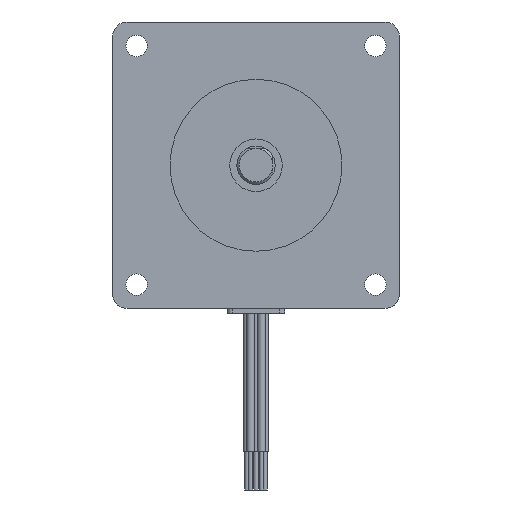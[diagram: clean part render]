
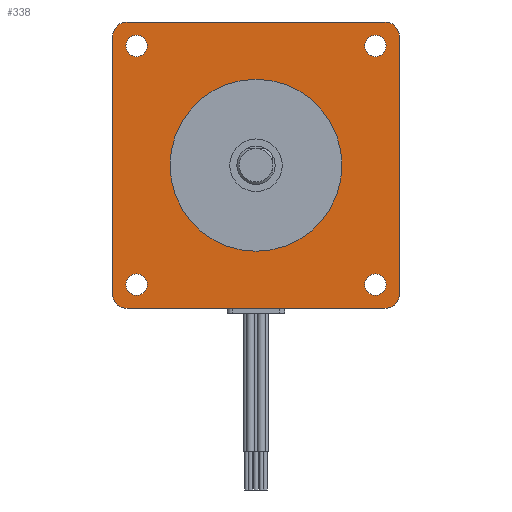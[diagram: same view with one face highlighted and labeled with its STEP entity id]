
A CAD part, front view. The second image highlights one B-rep face of the part: STEP entity #338.
In plain terms, the highlighted planar face has unit normal (0, -1, 0).
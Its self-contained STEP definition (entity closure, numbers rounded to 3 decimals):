
#338 = ADVANCED_FACE( '', ( #822, #823, #824, #825, #826, #827 ), #828, .F. );
#822 = FACE_OUTER_BOUND( '', #1545, .T. );
#823 = FACE_BOUND( '', #1546, .T. );
#824 = FACE_BOUND( '', #1547, .T. );
#825 = FACE_BOUND( '', #1548, .T. );
#826 = FACE_BOUND( '', #1549, .T. );
#827 = FACE_BOUND( '', #1550, .T. );
#828 = PLANE( '', #1551 );
#1545 = EDGE_LOOP( '', ( #2305, #2306, #2307, #2308, #2309, #2310, #2311, #2312 ) );
#1546 = EDGE_LOOP( '', ( #2313 ) );
#1547 = EDGE_LOOP( '', ( #2314 ) );
#1548 = EDGE_LOOP( '', ( #2315 ) );
#1549 = EDGE_LOOP( '', ( #2316 ) );
#1550 = EDGE_LOOP( '', ( #2317 ) );
#1551 = AXIS2_PLACEMENT_3D( '', #2318, #2319, #2320 );
#2305 = ORIENTED_EDGE( '', *, *, #4089, .T. );
#2306 = ORIENTED_EDGE( '', *, *, #4090, .F. );
#2307 = ORIENTED_EDGE( '', *, *, #4091, .T. );
#2308 = ORIENTED_EDGE( '', *, *, #4092, .F. );
#2309 = ORIENTED_EDGE( '', *, *, #4093, .T. );
#2310 = ORIENTED_EDGE( '', *, *, #4094, .F. );
#2311 = ORIENTED_EDGE( '', *, *, #4095, .T. );
#2312 = ORIENTED_EDGE( '', *, *, #4096, .F. );
#2313 = ORIENTED_EDGE( '', *, *, #4097, .T. );
#2314 = ORIENTED_EDGE( '', *, *, #4098, .T. );
#2315 = ORIENTED_EDGE( '', *, *, #4099, .T. );
#2316 = ORIENTED_EDGE( '', *, *, #4100, .T. );
#2317 = ORIENTED_EDGE( '', *, *, #4101, .T. );
#2318 = CARTESIAN_POINT( '', ( 0., 0., 0. ) );
#2319 = DIRECTION( '', ( 0., 1., 0. ) );
#2320 = DIRECTION( '', ( 1., 0., 0. ) );
#4089 = EDGE_CURVE( '', #4818, #4819, #4820, .T. );
#4090 = EDGE_CURVE( '', #4821, #4819, #4822, .T. );
#4091 = EDGE_CURVE( '', #4821, #4823, #4824, .T. );
#4092 = EDGE_CURVE( '', #4825, #4823, #4826, .T. );
#4093 = EDGE_CURVE( '', #4825, #4827, #4828, .T. );
#4094 = EDGE_CURVE( '', #4829, #4827, #4830, .T. );
#4095 = EDGE_CURVE( '', #4829, #4831, #4832, .T. );
#4096 = EDGE_CURVE( '', #4818, #4831, #4833, .T. );
#4097 = EDGE_CURVE( '', #4834, #4834, #4835, .T. );
#4098 = EDGE_CURVE( '', #4836, #4836, #4837, .T. );
#4099 = EDGE_CURVE( '', #4838, #4838, #4839, .T. );
#4100 = EDGE_CURVE( '', #4840, #4840, #4841, .T. );
#4101 = EDGE_CURVE( '', #4842, #4842, #4843, .T. );
#4818 = VERTEX_POINT( '', #5871 );
#4819 = VERTEX_POINT( '', #5872 );
#4820 = CIRCLE( '', #5873, 3. );
#4821 = VERTEX_POINT( '', #5874 );
#4822 = LINE( '', #5875, #5876 );
#4823 = VERTEX_POINT( '', #5877 );
#4824 = CIRCLE( '', #5878, 3. );
#4825 = VERTEX_POINT( '', #5879 );
#4826 = LINE( '', #5880, #5881 );
#4827 = VERTEX_POINT( '', #5882 );
#4828 = CIRCLE( '', #5883, 3. );
#4829 = VERTEX_POINT( '', #5884 );
#4830 = LINE( '', #5885, #5886 );
#4831 = VERTEX_POINT( '', #5887 );
#4832 = CIRCLE( '', #5888, 3. );
#4833 = LINE( '', #5889, #5890 );
#4834 = VERTEX_POINT( '', #5891 );
#4835 = CIRCLE( '', #5892, 2.25 );
#4836 = VERTEX_POINT( '', #5893 );
#4837 = CIRCLE( '', #5894, 2.25 );
#4838 = VERTEX_POINT( '', #5895 );
#4839 = CIRCLE( '', #5896, 2.25 );
#4840 = VERTEX_POINT( '', #5897 );
#4841 = CIRCLE( '', #5898, 2.25 );
#4842 = VERTEX_POINT( '', #5899 );
#4843 = CIRCLE( '', #5900, 18. );
#5871 = CARTESIAN_POINT( '', ( -30., 0., -27. ) );
#5872 = CARTESIAN_POINT( '', ( -27., 0., -30. ) );
#5873 = AXIS2_PLACEMENT_3D( '', #7209, #7210, #7211 );
#5874 = CARTESIAN_POINT( '', ( 27., 0., -30. ) );
#5875 = CARTESIAN_POINT( '', ( 30., 0., -30. ) );
#5876 = VECTOR( '', #7212, 1000. );
#5877 = CARTESIAN_POINT( '', ( 30., 0., -27. ) );
#5878 = AXIS2_PLACEMENT_3D( '', #7213, #7214, #7215 );
#5879 = CARTESIAN_POINT( '', ( 30., 0., 27. ) );
#5880 = CARTESIAN_POINT( '', ( 30., 0., 30. ) );
#5881 = VECTOR( '', #7216, 1000. );
#5882 = CARTESIAN_POINT( '', ( 27., 0., 30. ) );
#5883 = AXIS2_PLACEMENT_3D( '', #7217, #7218, #7219 );
#5884 = CARTESIAN_POINT( '', ( -27., 0., 30. ) );
#5885 = CARTESIAN_POINT( '', ( -30., 0., 30. ) );
#5886 = VECTOR( '', #7220, 1000. );
#5887 = CARTESIAN_POINT( '', ( -30., 0., 27. ) );
#5888 = AXIS2_PLACEMENT_3D( '', #7221, #7222, #7223 );
#5889 = CARTESIAN_POINT( '', ( -30., 0., -30. ) );
#5890 = VECTOR( '', #7224, 1000. );
#5891 = CARTESIAN_POINT( '', ( 25., 0., -22.75 ) );
#5892 = AXIS2_PLACEMENT_3D( '', #7225, #7226, #7227 );
#5893 = CARTESIAN_POINT( '', ( -25., 0., -22.75 ) );
#5894 = AXIS2_PLACEMENT_3D( '', #7228, #7229, #7230 );
#5895 = CARTESIAN_POINT( '', ( -25., 0., 27.25 ) );
#5896 = AXIS2_PLACEMENT_3D( '', #7231, #7232, #7233 );
#5897 = CARTESIAN_POINT( '', ( 25., 0., 27.25 ) );
#5898 = AXIS2_PLACEMENT_3D( '', #7234, #7235, #7236 );
#5899 = CARTESIAN_POINT( '', ( 0., 0., 18. ) );
#5900 = AXIS2_PLACEMENT_3D( '', #7237, #7238, #7239 );
#7209 = CARTESIAN_POINT( '', ( -27., 0., -27. ) );
#7210 = DIRECTION( '', ( 0., -1., 0. ) );
#7211 = DIRECTION( '', ( 0., 0., 1. ) );
#7212 = DIRECTION( '', ( -1., 0., 0. ) );
#7213 = CARTESIAN_POINT( '', ( 27., 0., -27. ) );
#7214 = DIRECTION( '', ( 0., -1., 0. ) );
#7215 = DIRECTION( '', ( 0., 0., 1. ) );
#7216 = DIRECTION( '', ( 0., 0., -1. ) );
#7217 = CARTESIAN_POINT( '', ( 27., 0., 27. ) );
#7218 = DIRECTION( '', ( 0., -1., 0. ) );
#7219 = DIRECTION( '', ( 0., 0., 1. ) );
#7220 = DIRECTION( '', ( 1., 0., 0. ) );
#7221 = CARTESIAN_POINT( '', ( -27., 0., 27. ) );
#7222 = DIRECTION( '', ( 0., -1., 0. ) );
#7223 = DIRECTION( '', ( 0., 0., 1. ) );
#7224 = DIRECTION( '', ( 0., 0., 1. ) );
#7225 = CARTESIAN_POINT( '', ( 25., 0., -25. ) );
#7226 = DIRECTION( '', ( 0., 1., 0. ) );
#7227 = DIRECTION( '', ( 0., 0., 1. ) );
#7228 = CARTESIAN_POINT( '', ( -25., 0., -25. ) );
#7229 = DIRECTION( '', ( 0., 1., 0. ) );
#7230 = DIRECTION( '', ( 0., 0., 1. ) );
#7231 = CARTESIAN_POINT( '', ( -25., 0., 25. ) );
#7232 = DIRECTION( '', ( 0., 1., 0. ) );
#7233 = DIRECTION( '', ( 0., 0., 1. ) );
#7234 = CARTESIAN_POINT( '', ( 25., 0., 25. ) );
#7235 = DIRECTION( '', ( 0., 1., 0. ) );
#7236 = DIRECTION( '', ( 0., 0., 1. ) );
#7237 = CARTESIAN_POINT( '', ( 0., 0., 0. ) );
#7238 = DIRECTION( '', ( 0., 1., 0. ) );
#7239 = DIRECTION( '', ( 0., 0., 1. ) );
